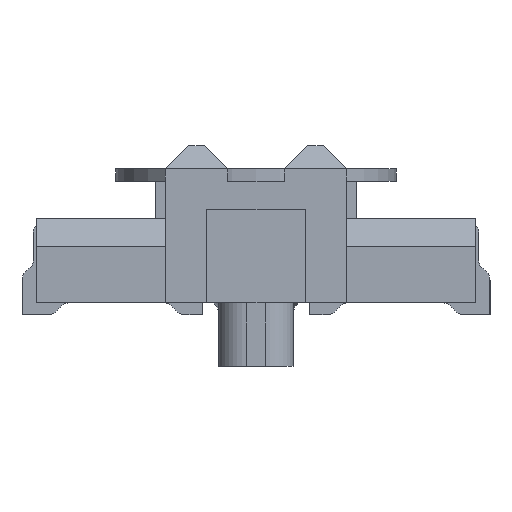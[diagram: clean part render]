
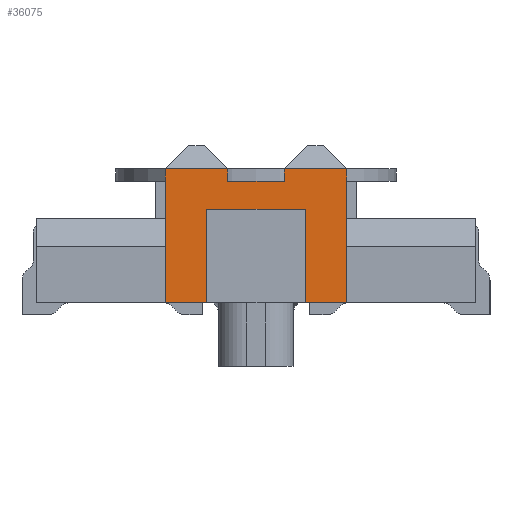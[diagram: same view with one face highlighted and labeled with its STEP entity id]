
A CAD part, left-side view. The second image highlights one B-rep face of the part: STEP entity #36075.
In plain terms, the highlighted planar face has unit normal (-1, 0, 0).
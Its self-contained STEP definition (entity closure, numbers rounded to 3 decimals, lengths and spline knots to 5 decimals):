
#2337=FACE_OUTER_BOUND($,#4206,.T.);
#4206=EDGE_LOOP($,(#25586,#25587,#25588,#25589,#25590,#25591,#25592,#25593,
#25594,#25595,#25596,#25597));
#5999=LINE($,#51931,#10238);
#6025=LINE($,#51983,#10264);
#6955=LINE($,#53931,#11194);
#6960=LINE($,#53941,#11199);
#6962=LINE($,#53945,#11201);
#7061=LINE($,#54181,#11300);
#7064=LINE($,#54185,#11303);
#7065=LINE($,#54187,#11304);
#7066=LINE($,#54189,#11305);
#7067=LINE($,#54191,#11306);
#7068=LINE($,#54192,#11307);
#7069=LINE($,#54193,#11308);
#10238=VECTOR($,#41123,0.067);
#10264=VECTOR($,#41169,0.143);
#11194=VECTOR($,#42687,0.105);
#11199=VECTOR($,#42696,0.1);
#11201=VECTOR($,#42700,0.1);
#11300=VECTOR($,#43023,0.143);
#11303=VECTOR($,#43028,0.0445);
#11304=VECTOR($,#43029,0.013);
#11305=VECTOR($,#43030,0.06);
#11306=VECTOR($,#43031,0.013);
#11307=VECTOR($,#43032,0.067);
#11308=VECTOR($,#43033,0.0445);
#14458=VERTEX_POINT($,#51925);
#14460=VERTEX_POINT($,#51929);
#14475=VERTEX_POINT($,#51980);
#14476=VERTEX_POINT($,#51982);
#15198=VERTEX_POINT($,#53925);
#15200=VERTEX_POINT($,#53929);
#15203=VERTEX_POINT($,#53939);
#15204=VERTEX_POINT($,#53943);
#15229=VERTEX_POINT($,#54180);
#15230=VERTEX_POINT($,#54186);
#15231=VERTEX_POINT($,#54188);
#15232=VERTEX_POINT($,#54190);
#18173=EDGE_CURVE($,#14458,#14460,#5999,.T.);
#18199=EDGE_CURVE($,#14476,#14475,#6025,.T.);
#19174=EDGE_CURVE($,#15198,#15200,#6955,.T.);
#19179=EDGE_CURVE($,#15200,#15203,#6960,.T.);
#19181=EDGE_CURVE($,#15198,#15204,#6962,.T.);
#19321=EDGE_CURVE($,#14458,#15229,#7061,.T.);
#19324=EDGE_CURVE($,#15203,#15229,#7064,.T.);
#19325=EDGE_CURVE($,#14460,#15230,#7065,.T.);
#19326=EDGE_CURVE($,#15230,#15231,#7066,.T.);
#19327=EDGE_CURVE($,#15231,#15232,#7067,.T.);
#19328=EDGE_CURVE($,#15232,#14476,#7068,.T.);
#19329=EDGE_CURVE($,#14475,#15204,#7069,.T.);
#25586=ORIENTED_EDGE($,*,*,#19181,.F.);
#25587=ORIENTED_EDGE($,*,*,#19174,.T.);
#25588=ORIENTED_EDGE($,*,*,#19179,.T.);
#25589=ORIENTED_EDGE($,*,*,#19324,.T.);
#25590=ORIENTED_EDGE($,*,*,#19321,.F.);
#25591=ORIENTED_EDGE($,*,*,#18173,.T.);
#25592=ORIENTED_EDGE($,*,*,#19325,.T.);
#25593=ORIENTED_EDGE($,*,*,#19326,.T.);
#25594=ORIENTED_EDGE($,*,*,#19327,.T.);
#25595=ORIENTED_EDGE($,*,*,#19328,.T.);
#25596=ORIENTED_EDGE($,*,*,#18199,.T.);
#25597=ORIENTED_EDGE($,*,*,#19329,.T.);
#34813=PLANE($,#38046);
#36075=ADVANCED_FACE($,(#2337),#34813,.F.);
#38046=AXIS2_PLACEMENT_3D($,#54184,#43026,#43027);
#41123=DIRECTION($,(0.,1.,0.));
#41169=DIRECTION($,(0.,0.,-1.));
#42687=DIRECTION($,(0.,-1.,0.));
#42696=DIRECTION($,(0.,0.,-1.));
#42700=DIRECTION($,(0.,0.,-1.));
#43023=DIRECTION($,(0.,0.,-1.));
#43026=DIRECTION('center_axis',(1.,0.,0.));
#43027=DIRECTION('ref_axis',(0.,1.,0.));
#43028=DIRECTION($,(0.,-1.,0.));
#43029=DIRECTION($,(0.,0.,-1.));
#43030=DIRECTION($,(0.,1.,0.));
#43031=DIRECTION($,(0.,0.,1.));
#43032=DIRECTION($,(0.,1.,0.));
#43033=DIRECTION($,(0.,-1.,0.));
#51925=CARTESIAN_POINT('',(-0.65,-0.097,0.156));
#51929=CARTESIAN_POINT('',(-0.65,-0.03,0.156));
#51931=CARTESIAN_POINT($,(-0.65,-0.25,0.156));
#51980=CARTESIAN_POINT('',(-0.65,0.097,0.013));
#51982=CARTESIAN_POINT('',(-0.65,0.097,0.156));
#51983=CARTESIAN_POINT($,(-0.65,0.097,0.181));
#53925=CARTESIAN_POINT('',(-0.65,0.0525,0.113));
#53929=CARTESIAN_POINT('',(-0.65,-0.0525,0.113));
#53931=CARTESIAN_POINT($,(-0.65,0.0525,0.113));
#53939=CARTESIAN_POINT('',(-0.65,-0.0525,0.013));
#53941=CARTESIAN_POINT($,(-0.65,-0.0525,0.113));
#53943=CARTESIAN_POINT('',(-0.65,0.0525,0.013));
#53945=CARTESIAN_POINT($,(-0.65,0.0525,0.113));
#54180=CARTESIAN_POINT('',(-0.65,-0.097,0.013));
#54181=CARTESIAN_POINT($,(-0.65,-0.097,0.181));
#54184=CARTESIAN_POINT('Origin',(-0.65,0.097,0.181));
#54185=CARTESIAN_POINT($,(-0.65,0.097,0.013));
#54186=CARTESIAN_POINT('',(-0.65,-0.03,0.143));
#54187=CARTESIAN_POINT($,(-0.65,-0.03,0.156));
#54188=CARTESIAN_POINT('',(-0.65,0.03,0.143));
#54189=CARTESIAN_POINT($,(-0.65,-0.03,0.143));
#54190=CARTESIAN_POINT('',(-0.65,0.03,0.156));
#54191=CARTESIAN_POINT($,(-0.65,0.03,0.143));
#54192=CARTESIAN_POINT($,(-0.65,-0.25,0.156));
#54193=CARTESIAN_POINT($,(-0.65,0.097,0.013));
